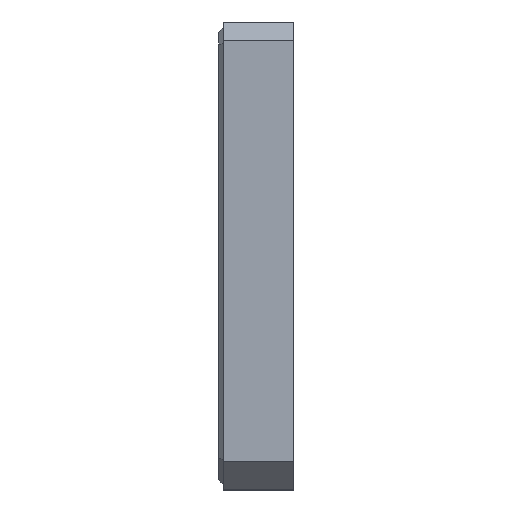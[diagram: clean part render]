
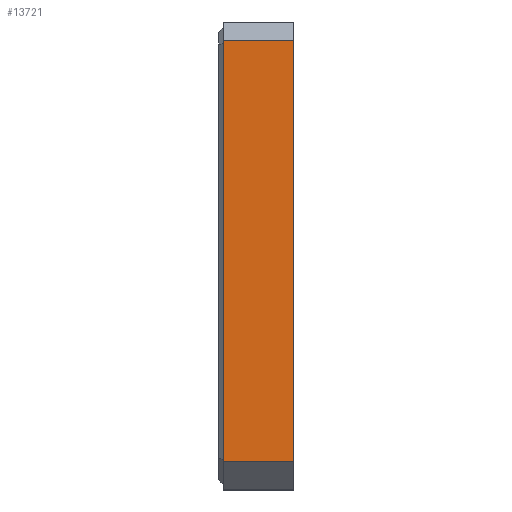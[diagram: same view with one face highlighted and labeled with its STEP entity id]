
A CAD part, left-side view. The second image highlights one B-rep face of the part: STEP entity #13721.
In plain terms, the highlighted planar face has unit normal (-1, 0, 0).
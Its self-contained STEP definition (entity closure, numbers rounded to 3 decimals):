
#243 = LINE ( 'NONE', #6537, #2541 ) ;
#721 = EDGE_CURVE ( 'NONE', #16469, #20090, #243, .T. ) ;
#2239 = DIRECTION ( 'NONE',  ( 0., 1., 0. ) ) ;
#2541 = VECTOR ( 'NONE', #8184, 1000. ) ;
#2554 = CARTESIAN_POINT ( 'NONE',  ( -12.5, 2., 11.5 ) ) ;
#3256 = VECTOR ( 'NONE', #16238, 1000. ) ;
#3623 = VERTEX_POINT ( 'NONE', #10668 ) ;
#3887 = LINE ( 'NONE', #2554, #10144 ) ;
#4034 = EDGE_CURVE ( 'NONE', #3623, #20090, #3887, .T. ) ;
#4423 = ORIENTED_EDGE ( 'NONE', *, *, #9301, .T. ) ;
#6391 = PLANE ( 'NONE',  #14557 ) ;
#6537 = CARTESIAN_POINT ( 'NONE',  ( -12.5, 1.75, 0. ) ) ;
#7131 = CARTESIAN_POINT ( 'NONE',  ( -12.5, -2., -11. ) ) ;
#7420 = CARTESIAN_POINT ( 'NONE',  ( -12.5, 1.75, -11. ) ) ;
#8037 = CARTESIAN_POINT ( 'NONE',  ( -12.5, 2., 12.5 ) ) ;
#8184 = DIRECTION ( 'NONE',  ( 0., 0., 1. ) ) ;
#8520 = EDGE_CURVE ( 'NONE', #10424, #3623, #13838, .T. ) ;
#9301 = EDGE_CURVE ( 'NONE', #16469, #10424, #11437, .T. ) ;
#10144 = VECTOR ( 'NONE', #2239, 1000. ) ;
#10424 = VERTEX_POINT ( 'NONE', #7131 ) ;
#10600 = ORIENTED_EDGE ( 'NONE', *, *, #8520, .T. ) ;
#10668 = CARTESIAN_POINT ( 'NONE',  ( -12.5, -2., 11.5 ) ) ;
#11437 = LINE ( 'NONE', #12870, #3256 ) ;
#12068 = ORIENTED_EDGE ( 'NONE', *, *, #721, .F. ) ;
#12870 = CARTESIAN_POINT ( 'NONE',  ( -12.5, 2., -11. ) ) ;
#13721 = ADVANCED_FACE ( 'NONE', ( #15788 ), #6391, .F. ) ;
#13838 = LINE ( 'NONE', #20154, #16156 ) ;
#14250 = ORIENTED_EDGE ( 'NONE', *, *, #4034, .T. ) ;
#14557 = AXIS2_PLACEMENT_3D ( 'NONE', #8037, #20249, #17209 ) ;
#15788 = FACE_OUTER_BOUND ( 'NONE', #18823, .T. ) ;
#16156 = VECTOR ( 'NONE', #17001, 1000. ) ;
#16238 = DIRECTION ( 'NONE',  ( 0., -1., 0. ) ) ;
#16469 = VERTEX_POINT ( 'NONE', #7420 ) ;
#17001 = DIRECTION ( 'NONE',  ( 0., 0., 1. ) ) ;
#17209 = DIRECTION ( 'NONE',  ( 0., 0., -1. ) ) ;
#18823 = EDGE_LOOP ( 'NONE', ( #12068, #4423, #10600, #14250 ) ) ;
#20087 = CARTESIAN_POINT ( 'NONE',  ( -12.5, 1.75, 11.5 ) ) ;
#20090 = VERTEX_POINT ( 'NONE', #20087 ) ;
#20154 = CARTESIAN_POINT ( 'NONE',  ( -12.5, -2., 12.5 ) ) ;
#20249 = DIRECTION ( 'NONE',  ( 1., 0., 0. ) ) ;
